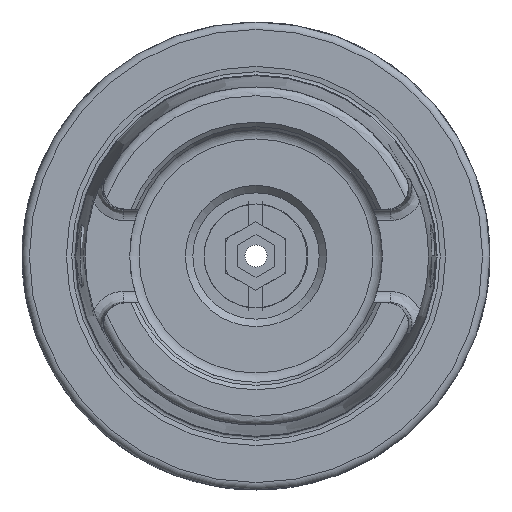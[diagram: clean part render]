
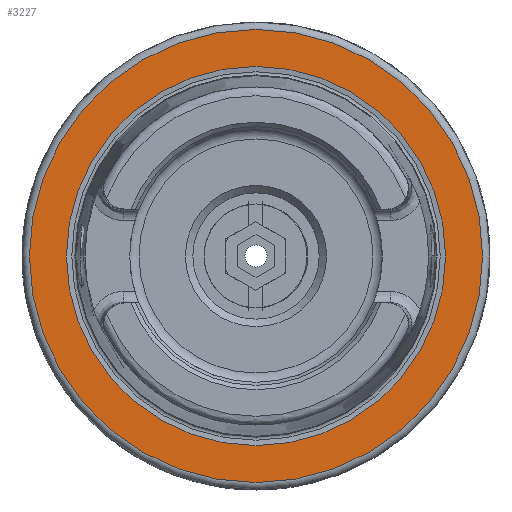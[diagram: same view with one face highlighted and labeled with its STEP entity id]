
A CAD part, left-side view. The second image highlights one B-rep face of the part: STEP entity #3227.
In plain terms, the highlighted planar face has unit normal (-1, 0, 0).
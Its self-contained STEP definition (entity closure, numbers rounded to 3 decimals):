
#136=FACE_BOUND('',#539,.T.);
#191=PLANE('',#3569);
#351=FACE_OUTER_BOUND('',#538,.T.);
#538=EDGE_LOOP('',(#2858,#2859));
#539=EDGE_LOOP('',(#2860,#2861));
#844=CIRCLE('',#3567,25.521);
#845=CIRCLE('',#3568,25.521);
#846=CIRCLE('',#3570,30.5);
#847=CIRCLE('',#3571,30.5);
#1494=VERTEX_POINT('',#7049);
#1495=VERTEX_POINT('',#7051);
#1496=VERTEX_POINT('',#7055);
#1497=VERTEX_POINT('',#7056);
#1963=EDGE_CURVE('',#1495,#1494,#844,.T.);
#1964=EDGE_CURVE('',#1494,#1495,#845,.T.);
#1965=EDGE_CURVE('',#1496,#1497,#846,.T.);
#1966=EDGE_CURVE('',#1497,#1496,#847,.T.);
#2858=ORIENTED_EDGE('',*,*,#1965,.F.);
#2859=ORIENTED_EDGE('',*,*,#1966,.F.);
#2860=ORIENTED_EDGE('',*,*,#1963,.T.);
#2861=ORIENTED_EDGE('',*,*,#1964,.T.);
#3227=ADVANCED_FACE('',(#351,#136),#191,.T.);
#3567=AXIS2_PLACEMENT_3D('',#7052,#4314,#4315);
#3568=AXIS2_PLACEMENT_3D('',#7053,#4316,#4317);
#3569=AXIS2_PLACEMENT_3D('',#7054,#4318,#4319);
#3570=AXIS2_PLACEMENT_3D('',#7057,#4320,#4321);
#3571=AXIS2_PLACEMENT_3D('',#7058,#4322,#4323);
#4314=DIRECTION('center_axis',(1.,0.,0.));
#4315=DIRECTION('ref_axis',(0.,0.,-1.));
#4316=DIRECTION('center_axis',(1.,0.,0.));
#4317=DIRECTION('ref_axis',(0.,0.,-1.));
#4318=DIRECTION('center_axis',(-1.,0.,0.));
#4319=DIRECTION('ref_axis',(0.,0.,1.));
#4320=DIRECTION('center_axis',(1.,0.,0.));
#4321=DIRECTION('ref_axis',(0.,0.,-1.));
#4322=DIRECTION('center_axis',(1.,0.,0.));
#4323=DIRECTION('ref_axis',(0.,0.,-1.));
#7049=CARTESIAN_POINT('',(0.,-25.521,0.));
#7051=CARTESIAN_POINT('',(0.,25.521,0.));
#7052=CARTESIAN_POINT('Origin',(0.,0.,
0.));
#7053=CARTESIAN_POINT('Origin',(0.,0.,
0.));
#7054=CARTESIAN_POINT('Origin',(0.,30.5,0.));
#7055=CARTESIAN_POINT('',(0.,30.5,0.));
#7056=CARTESIAN_POINT('',(0.,0.,30.5));
#7057=CARTESIAN_POINT('Origin',(0.,0.,
0.));
#7058=CARTESIAN_POINT('Origin',(0.,0.,
0.));
